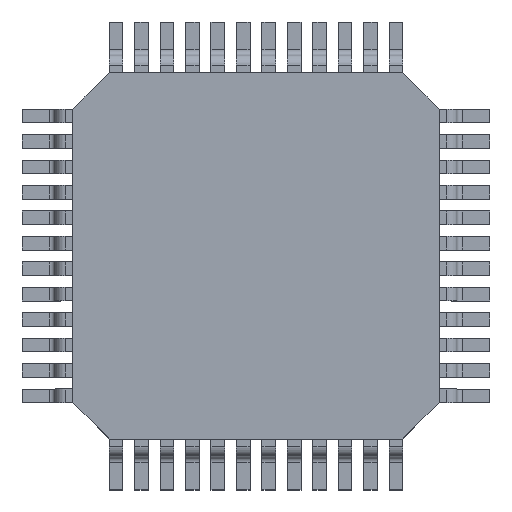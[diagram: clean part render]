
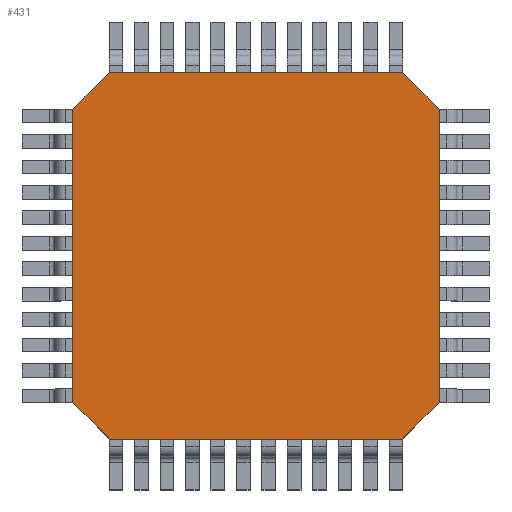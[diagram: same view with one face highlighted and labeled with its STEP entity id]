
A CAD part, top view. The second image highlights one B-rep face of the part: STEP entity #431.
In plain terms, the highlighted planar face has unit normal (0, 0, 1).
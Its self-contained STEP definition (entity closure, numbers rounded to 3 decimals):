
#244 = VERTEX_POINT('',#245);
#245 = CARTESIAN_POINT('',(0.,0.715,1.45));
#252 = PLANE('',#253);
#253 = AXIS2_PLACEMENT_3D('',#254,#255,#256);
#254 = CARTESIAN_POINT('',(0.,0.,0.));
#255 = DIRECTION('',(1.,0.,-0.));
#256 = DIRECTION('',(0.,0.,1.));
#264 = PLANE('',#265);
#265 = AXIS2_PLACEMENT_3D('',#266,#267,#268);
#266 = CARTESIAN_POINT('',(0.,0.715,0.));
#267 = DIRECTION('',(0.707,0.707,-0.));
#268 = DIRECTION('',(0.707,-0.707,0.));
#305 = VERTEX_POINT('',#306);
#306 = CARTESIAN_POINT('',(0.,6.485,1.45));
#320 = PLANE('',#321);
#321 = AXIS2_PLACEMENT_3D('',#322,#323,#324);
#322 = CARTESIAN_POINT('',(0.715,7.2,0.));
#323 = DIRECTION('',(0.707,-0.707,0.));
#324 = DIRECTION('',(-0.707,-0.707,0.));
#332 = EDGE_CURVE('',#244,#305,#333,.T.);
#333 = SURFACE_CURVE('',#334,(#338,#345),.PCURVE_S1.);
#334 = LINE('',#335,#336);
#335 = CARTESIAN_POINT('',(0.,0.,1.45));
#336 = VECTOR('',#337,1.);
#337 = DIRECTION('',(-0.,1.,0.));
#338 = PCURVE('',#252,#339);
#339 = DEFINITIONAL_REPRESENTATION('',(#340),#344);
#340 = LINE('',#341,#342);
#341 = CARTESIAN_POINT('',(1.45,0.));
#342 = VECTOR('',#343,1.);
#343 = DIRECTION('',(0.,-1.));
#344 = ( GEOMETRIC_REPRESENTATION_CONTEXT(2) 
PARAMETRIC_REPRESENTATION_CONTEXT() REPRESENTATION_CONTEXT('2D SPACE',''
  ) );
#345 = PCURVE('',#346,#351);
#346 = PLANE('',#347);
#347 = AXIS2_PLACEMENT_3D('',#348,#349,#350);
#348 = CARTESIAN_POINT('',(0.,0.,1.45));
#349 = DIRECTION('',(0.,0.,1.));
#350 = DIRECTION('',(1.,0.,-0.));
#351 = DEFINITIONAL_REPRESENTATION('',(#352),#356);
#352 = LINE('',#353,#354);
#353 = CARTESIAN_POINT('',(0.,0.));
#354 = VECTOR('',#355,1.);
#355 = DIRECTION('',(0.,1.));
#356 = ( GEOMETRIC_REPRESENTATION_CONTEXT(2) 
PARAMETRIC_REPRESENTATION_CONTEXT() REPRESENTATION_CONTEXT('2D SPACE',''
  ) );
#385 = EDGE_CURVE('',#386,#244,#388,.T.);
#386 = VERTEX_POINT('',#387);
#387 = CARTESIAN_POINT('',(0.715,0.,1.45));
#388 = SURFACE_CURVE('',#389,(#393,#399),.PCURVE_S1.);
#389 = LINE('',#390,#391);
#390 = CARTESIAN_POINT('',(0.179,0.536,1.45));
#391 = VECTOR('',#392,1.);
#392 = DIRECTION('',(-0.707,0.707,0.));
#393 = PCURVE('',#264,#394);
#394 = DEFINITIONAL_REPRESENTATION('',(#395),#398);
#395 = B_SPLINE_CURVE_WITH_KNOTS('',1,(#396,#397),.UNSPECIFIED.,.F.,.F.,
  (2,2),(-0.758,0.253),.PIECEWISE_BEZIER_KNOTS.);
#396 = CARTESIAN_POINT('',(1.011,-1.45));
#397 = CARTESIAN_POINT('',(0.,-1.45));
#398 = ( GEOMETRIC_REPRESENTATION_CONTEXT(2) 
PARAMETRIC_REPRESENTATION_CONTEXT() REPRESENTATION_CONTEXT('2D SPACE',''
  ) );
#399 = PCURVE('',#346,#400);
#400 = DEFINITIONAL_REPRESENTATION('',(#401),#404);
#401 = B_SPLINE_CURVE_WITH_KNOTS('',1,(#402,#403),.UNSPECIFIED.,.F.,.F.,
  (2,2),(-0.758,0.253),.PIECEWISE_BEZIER_KNOTS.);
#402 = CARTESIAN_POINT('',(0.715,0.));
#403 = CARTESIAN_POINT('',(0.,0.715));
#404 = ( GEOMETRIC_REPRESENTATION_CONTEXT(2) 
PARAMETRIC_REPRESENTATION_CONTEXT() REPRESENTATION_CONTEXT('2D SPACE',''
  ) );
#420 = PLANE('',#421);
#421 = AXIS2_PLACEMENT_3D('',#422,#423,#424);
#422 = CARTESIAN_POINT('',(0.,0.,0.));
#423 = DIRECTION('',(-0.,1.,0.));
#424 = DIRECTION('',(0.,0.,1.));
#431 = ADVANCED_FACE('',(#432),#346,.T.);
#432 = FACE_BOUND('',#433,.T.);
#433 = EDGE_LOOP('',(#434,#435,#436,#459,#485,#513,#539,#567));
#434 = ORIENTED_EDGE('',*,*,#332,.F.);
#435 = ORIENTED_EDGE('',*,*,#385,.F.);
#436 = ORIENTED_EDGE('',*,*,#437,.T.);
#437 = EDGE_CURVE('',#386,#438,#440,.T.);
#438 = VERTEX_POINT('',#439);
#439 = CARTESIAN_POINT('',(6.485,0.,1.45));
#440 = SURFACE_CURVE('',#441,(#445,#452),.PCURVE_S1.);
#441 = LINE('',#442,#443);
#442 = CARTESIAN_POINT('',(0.,0.,1.45));
#443 = VECTOR('',#444,1.);
#444 = DIRECTION('',(1.,0.,-0.));
#445 = PCURVE('',#346,#446);
#446 = DEFINITIONAL_REPRESENTATION('',(#447),#451);
#447 = LINE('',#448,#449);
#448 = CARTESIAN_POINT('',(0.,0.));
#449 = VECTOR('',#450,1.);
#450 = DIRECTION('',(1.,0.));
#451 = ( GEOMETRIC_REPRESENTATION_CONTEXT(2) 
PARAMETRIC_REPRESENTATION_CONTEXT() REPRESENTATION_CONTEXT('2D SPACE',''
  ) );
#452 = PCURVE('',#420,#453);
#453 = DEFINITIONAL_REPRESENTATION('',(#454),#458);
#454 = LINE('',#455,#456);
#455 = CARTESIAN_POINT('',(1.45,0.));
#456 = VECTOR('',#457,1.);
#457 = DIRECTION('',(0.,1.));
#458 = ( GEOMETRIC_REPRESENTATION_CONTEXT(2) 
PARAMETRIC_REPRESENTATION_CONTEXT() REPRESENTATION_CONTEXT('2D SPACE',''
  ) );
#459 = ORIENTED_EDGE('',*,*,#460,.F.);
#460 = EDGE_CURVE('',#461,#438,#463,.T.);
#461 = VERTEX_POINT('',#462);
#462 = CARTESIAN_POINT('',(7.2,0.715,1.45));
#463 = SURFACE_CURVE('',#464,(#468,#474),.PCURVE_S1.);
#464 = LINE('',#465,#466);
#465 = CARTESIAN_POINT('',(4.864,-1.621,1.45));
#466 = VECTOR('',#467,1.);
#467 = DIRECTION('',(-0.707,-0.707,0.));
#468 = PCURVE('',#346,#469);
#469 = DEFINITIONAL_REPRESENTATION('',(#470),#473);
#470 = B_SPLINE_CURVE_WITH_KNOTS('',1,(#471,#472),.UNSPECIFIED.,.F.,.F.,
  (2,2),(-3.304,-2.293),.PIECEWISE_BEZIER_KNOTS.);
#471 = CARTESIAN_POINT('',(7.2,0.715));
#472 = CARTESIAN_POINT('',(6.485,0.));
#473 = ( GEOMETRIC_REPRESENTATION_CONTEXT(2) 
PARAMETRIC_REPRESENTATION_CONTEXT() REPRESENTATION_CONTEXT('2D SPACE',''
  ) );
#474 = PCURVE('',#475,#480);
#475 = PLANE('',#476);
#476 = AXIS2_PLACEMENT_3D('',#477,#478,#479);
#477 = CARTESIAN_POINT('',(6.485,0.,0.));
#478 = DIRECTION('',(-0.707,0.707,0.));
#479 = DIRECTION('',(0.707,0.707,0.));
#480 = DEFINITIONAL_REPRESENTATION('',(#481),#484);
#481 = B_SPLINE_CURVE_WITH_KNOTS('',1,(#482,#483),.UNSPECIFIED.,.F.,.F.,
  (2,2),(-3.304,-2.293),.PIECEWISE_BEZIER_KNOTS.);
#482 = CARTESIAN_POINT('',(1.011,-1.45));
#483 = CARTESIAN_POINT('',(0.,-1.45));
#484 = ( GEOMETRIC_REPRESENTATION_CONTEXT(2) 
PARAMETRIC_REPRESENTATION_CONTEXT() REPRESENTATION_CONTEXT('2D SPACE',''
  ) );
#485 = ORIENTED_EDGE('',*,*,#486,.T.);
#486 = EDGE_CURVE('',#461,#487,#489,.T.);
#487 = VERTEX_POINT('',#488);
#488 = CARTESIAN_POINT('',(7.2,6.485,1.45));
#489 = SURFACE_CURVE('',#490,(#494,#501),.PCURVE_S1.);
#490 = LINE('',#491,#492);
#491 = CARTESIAN_POINT('',(7.2,0.,1.45));
#492 = VECTOR('',#493,1.);
#493 = DIRECTION('',(-0.,1.,0.));
#494 = PCURVE('',#346,#495);
#495 = DEFINITIONAL_REPRESENTATION('',(#496),#500);
#496 = LINE('',#497,#498);
#497 = CARTESIAN_POINT('',(7.2,0.));
#498 = VECTOR('',#499,1.);
#499 = DIRECTION('',(0.,1.));
#500 = ( GEOMETRIC_REPRESENTATION_CONTEXT(2) 
PARAMETRIC_REPRESENTATION_CONTEXT() REPRESENTATION_CONTEXT('2D SPACE',''
  ) );
#501 = PCURVE('',#502,#507);
#502 = PLANE('',#503);
#503 = AXIS2_PLACEMENT_3D('',#504,#505,#506);
#504 = CARTESIAN_POINT('',(7.2,0.,0.));
#505 = DIRECTION('',(1.,0.,-0.));
#506 = DIRECTION('',(0.,0.,1.));
#507 = DEFINITIONAL_REPRESENTATION('',(#508),#512);
#508 = LINE('',#509,#510);
#509 = CARTESIAN_POINT('',(1.45,0.));
#510 = VECTOR('',#511,1.);
#511 = DIRECTION('',(0.,-1.));
#512 = ( GEOMETRIC_REPRESENTATION_CONTEXT(2) 
PARAMETRIC_REPRESENTATION_CONTEXT() REPRESENTATION_CONTEXT('2D SPACE',''
  ) );
#513 = ORIENTED_EDGE('',*,*,#514,.F.);
#514 = EDGE_CURVE('',#515,#487,#517,.T.);
#515 = VERTEX_POINT('',#516);
#516 = CARTESIAN_POINT('',(6.485,7.2,1.45));
#517 = SURFACE_CURVE('',#518,(#522,#528),.PCURVE_S1.);
#518 = LINE('',#519,#520);
#519 = CARTESIAN_POINT('',(7.021,6.664,1.45));
#520 = VECTOR('',#521,1.);
#521 = DIRECTION('',(0.707,-0.707,0.));
#522 = PCURVE('',#346,#523);
#523 = DEFINITIONAL_REPRESENTATION('',(#524),#527);
#524 = B_SPLINE_CURVE_WITH_KNOTS('',1,(#525,#526),.UNSPECIFIED.,.F.,.F.,
  (2,2),(-0.758,0.253),.PIECEWISE_BEZIER_KNOTS.);
#525 = CARTESIAN_POINT('',(6.485,7.2));
#526 = CARTESIAN_POINT('',(7.2,6.485));
#527 = ( GEOMETRIC_REPRESENTATION_CONTEXT(2) 
PARAMETRIC_REPRESENTATION_CONTEXT() REPRESENTATION_CONTEXT('2D SPACE',''
  ) );
#528 = PCURVE('',#529,#534);
#529 = PLANE('',#530);
#530 = AXIS2_PLACEMENT_3D('',#531,#532,#533);
#531 = CARTESIAN_POINT('',(7.2,6.485,0.));
#532 = DIRECTION('',(-0.707,-0.707,0.));
#533 = DIRECTION('',(-0.707,0.707,0.));
#534 = DEFINITIONAL_REPRESENTATION('',(#535),#538);
#535 = B_SPLINE_CURVE_WITH_KNOTS('',1,(#536,#537),.UNSPECIFIED.,.F.,.F.,
  (2,2),(-0.758,0.253),.PIECEWISE_BEZIER_KNOTS.);
#536 = CARTESIAN_POINT('',(1.011,-1.45));
#537 = CARTESIAN_POINT('',(0.,-1.45));
#538 = ( GEOMETRIC_REPRESENTATION_CONTEXT(2) 
PARAMETRIC_REPRESENTATION_CONTEXT() REPRESENTATION_CONTEXT('2D SPACE',''
  ) );
#539 = ORIENTED_EDGE('',*,*,#540,.F.);
#540 = EDGE_CURVE('',#541,#515,#543,.T.);
#541 = VERTEX_POINT('',#542);
#542 = CARTESIAN_POINT('',(0.715,7.2,1.45));
#543 = SURFACE_CURVE('',#544,(#548,#555),.PCURVE_S1.);
#544 = LINE('',#545,#546);
#545 = CARTESIAN_POINT('',(0.,7.2,1.45));
#546 = VECTOR('',#547,1.);
#547 = DIRECTION('',(1.,0.,-0.));
#548 = PCURVE('',#346,#549);
#549 = DEFINITIONAL_REPRESENTATION('',(#550),#554);
#550 = LINE('',#551,#552);
#551 = CARTESIAN_POINT('',(0.,7.2));
#552 = VECTOR('',#553,1.);
#553 = DIRECTION('',(1.,0.));
#554 = ( GEOMETRIC_REPRESENTATION_CONTEXT(2) 
PARAMETRIC_REPRESENTATION_CONTEXT() REPRESENTATION_CONTEXT('2D SPACE',''
  ) );
#555 = PCURVE('',#556,#561);
#556 = PLANE('',#557);
#557 = AXIS2_PLACEMENT_3D('',#558,#559,#560);
#558 = CARTESIAN_POINT('',(0.,7.2,0.));
#559 = DIRECTION('',(-0.,1.,0.));
#560 = DIRECTION('',(0.,0.,1.));
#561 = DEFINITIONAL_REPRESENTATION('',(#562),#566);
#562 = LINE('',#563,#564);
#563 = CARTESIAN_POINT('',(1.45,0.));
#564 = VECTOR('',#565,1.);
#565 = DIRECTION('',(0.,1.));
#566 = ( GEOMETRIC_REPRESENTATION_CONTEXT(2) 
PARAMETRIC_REPRESENTATION_CONTEXT() REPRESENTATION_CONTEXT('2D SPACE',''
  ) );
#567 = ORIENTED_EDGE('',*,*,#568,.F.);
#568 = EDGE_CURVE('',#305,#541,#569,.T.);
#569 = SURFACE_CURVE('',#570,(#574,#580),.PCURVE_S1.);
#570 = LINE('',#571,#572);
#571 = CARTESIAN_POINT('',(-1.264,5.221,1.45));
#572 = VECTOR('',#573,1.);
#573 = DIRECTION('',(0.707,0.707,-0.));
#574 = PCURVE('',#346,#575);
#575 = DEFINITIONAL_REPRESENTATION('',(#576),#579);
#576 = B_SPLINE_CURVE_WITH_KNOTS('',1,(#577,#578),.UNSPECIFIED.,.F.,.F.,
  (2,2),(1.787,2.798),.PIECEWISE_BEZIER_KNOTS.);
#577 = CARTESIAN_POINT('',(0.,6.485));
#578 = CARTESIAN_POINT('',(0.715,7.2));
#579 = ( GEOMETRIC_REPRESENTATION_CONTEXT(2) 
PARAMETRIC_REPRESENTATION_CONTEXT() REPRESENTATION_CONTEXT('2D SPACE',''
  ) );
#580 = PCURVE('',#320,#581);
#581 = DEFINITIONAL_REPRESENTATION('',(#582),#585);
#582 = B_SPLINE_CURVE_WITH_KNOTS('',1,(#583,#584),.UNSPECIFIED.,.F.,.F.,
  (2,2),(1.787,2.798),.PIECEWISE_BEZIER_KNOTS.);
#583 = CARTESIAN_POINT('',(1.011,-1.45));
#584 = CARTESIAN_POINT('',(0.,-1.45));
#585 = ( GEOMETRIC_REPRESENTATION_CONTEXT(2) 
PARAMETRIC_REPRESENTATION_CONTEXT() REPRESENTATION_CONTEXT('2D SPACE',''
  ) );
